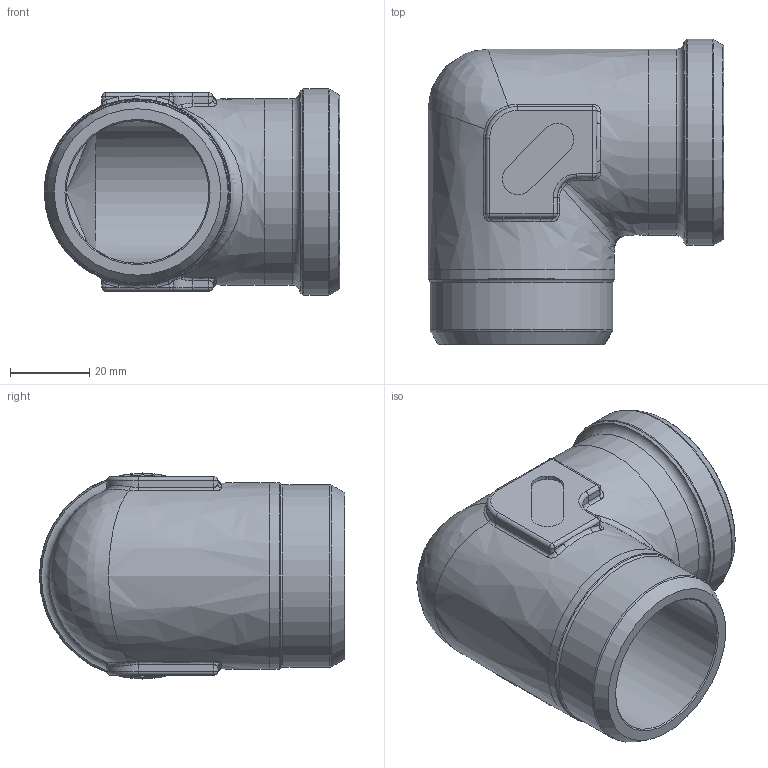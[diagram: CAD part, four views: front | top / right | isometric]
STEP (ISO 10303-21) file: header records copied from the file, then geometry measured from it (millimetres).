
FILE_DESCRIPTION(/* description */ (''),/* implementation_level */ '2;1');
FILE_NAME(/* name */ 'X-WAV42.stp',/* time_stamp */ '2025-01-16T11:46:11+01:00',/* author */ (''),/* organization */ (''),/* preprocessor_version */ 'ST-DEVELOPER v16',/* originating_system */ 'SIEMENS PLM Software NX 10.0',/* authorisation */ '');
FILE_SCHEMA (('AP203_CONFIGURATION_CONTROLLED_3D_DESIGN_OF_MECHANICAL_PARTS_AND_ASSEMBLIES_MIM_LF { 1 0 10303 403 2 1 2}'));
Length unit declared in the file: millimetre
Products named in the file (1): nwer41844EE665y7
Bounding box: 74.5 x 77 x 52 mm (x, y, z)
Volume: 71419.1 mm3; surface area: 28394.2 mm2
Topology: 1 solids, 1 shells, 143 faces, 337 edges, 192 vertices
Faces by surface type: bspline 44, cylinder 39, plane 32, torus 11, cone 9, sphere 8
Full cylindrical faces by diameter (mm): 36 x2, 42.345 x1, 46 x1, 47 x2, 52 x1
Entity records: 4804 total; most frequent: CARTESIAN_POINT 1913, ORIENTED_EDGE 594, DIRECTION 536, EDGE_CURVE 297, AXIS2_PLACEMENT_3D 226, VERTEX_POINT 183, EDGE_LOOP 172, ADVANCED_FACE 143
